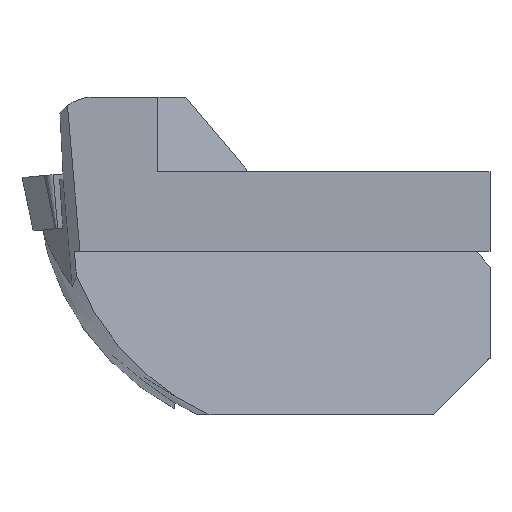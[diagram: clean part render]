
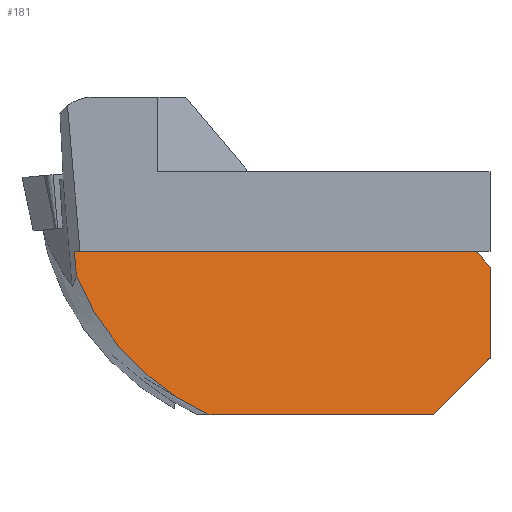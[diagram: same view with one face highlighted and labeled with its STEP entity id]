
A CAD part, top view. The second image highlights one B-rep face of the part: STEP entity #181.
In plain terms, the highlighted planar face has unit normal (0, 0.139, 0.99).
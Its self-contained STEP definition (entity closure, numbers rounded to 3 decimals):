
#181=ADVANCED_FACE('',(#287),#245,.T.);
#245=PLANE('',#1298);
#287=FACE_OUTER_BOUND('',#341,.T.);
#341=EDGE_LOOP('',(#485,#486,#487,#488,#489,#490,#491));
#419=B_SPLINE_CURVE_WITH_KNOTS('',3,(#1836,#1837,#1838,#1839),
 .UNSPECIFIED.,.F.,.F.,(4,4),(0.,1.),.UNSPECIFIED.);
#485=ORIENTED_EDGE('',*,*,#901,.F.);
#486=ORIENTED_EDGE('',*,*,#902,.T.);
#487=ORIENTED_EDGE('',*,*,#889,.T.);
#488=ORIENTED_EDGE('',*,*,#903,.F.);
#489=ORIENTED_EDGE('',*,*,#904,.F.);
#490=ORIENTED_EDGE('',*,*,#905,.T.);
#491=ORIENTED_EDGE('',*,*,#906,.T.);
#779=VERTEX_POINT('',#1775);
#780=VERTEX_POINT('',#1777);
#791=VERTEX_POINT('',#1834);
#792=VERTEX_POINT('',#1835);
#793=VERTEX_POINT('',#1841);
#794=VERTEX_POINT('',#1843);
#795=VERTEX_POINT('',#1845);
#889=EDGE_CURVE('',#780,#779,#1040,.T.);
#901=EDGE_CURVE('',#791,#792,#1048,.T.);
#902=EDGE_CURVE('',#791,#780,#419,.T.);
#903=EDGE_CURVE('',#793,#779,#1049,.T.);
#904=EDGE_CURVE('',#794,#793,#1050,.T.);
#905=EDGE_CURVE('',#794,#795,#1051,.T.);
#906=EDGE_CURVE('',#795,#792,#1052,.T.);
#1040=LINE('',#1776,#1139);
#1048=LINE('',#1833,#1147);
#1049=LINE('',#1840,#1148);
#1050=LINE('',#1842,#1149);
#1051=LINE('',#1844,#1150);
#1052=LINE('',#1846,#1151);
#1139=VECTOR('',#1421,1.);
#1147=VECTOR('',#1433,1.);
#1148=VECTOR('',#1434,1.);
#1149=VECTOR('',#1435,1.);
#1150=VECTOR('',#1436,1.);
#1151=VECTOR('',#1437,1.);
#1298=AXIS2_PLACEMENT_3D('',#1847,#1438,#1439);
#1421=DIRECTION('',(1.,0.,0.));
#1433=DIRECTION('',(-0.092,0.986,-0.139));
#1434=DIRECTION('',(-0.704,-0.704,0.099));
#1435=DIRECTION('',(0.,-0.99,0.139));
#1436=DIRECTION('',(-0.639,0.762,-0.107));
#1437=DIRECTION('',(-1.,0.,0.));
#1438=DIRECTION('',(0.,0.139,0.99));
#1439=DIRECTION('',(0.,-0.99,0.139));
#1775=CARTESIAN_POINT('',(4.15,-10.7,1.012));
#1776=CARTESIAN_POINT('',(-2.521,-10.7,1.012));
#1777=CARTESIAN_POINT('',(-5.748,-10.7,1.012));
#1833=CARTESIAN_POINT('',(-11.615,-4.332,0.117));
#1834=CARTESIAN_POINT('',(-11.591,-4.588,0.153));
#1835=CARTESIAN_POINT('',(-11.693,-3.5,0.));
#1836=CARTESIAN_POINT('',(-11.591,-4.588,0.153));
#1837=CARTESIAN_POINT('',(-10.514,-7.285,0.532));
#1838=CARTESIAN_POINT('',(-8.411,-9.494,0.842));
#1839=CARTESIAN_POINT('',(-5.748,-10.7,1.012));
#1840=CARTESIAN_POINT('',(4.482,-10.368,0.965));
#1841=CARTESIAN_POINT('',(6.65,-8.2,0.661));
#1842=CARTESIAN_POINT('',(6.65,-3.5,0.));
#1843=CARTESIAN_POINT('',(6.65,-4.2,0.098));
#1844=CARTESIAN_POINT('',(2.557,0.678,-0.587));
#1845=CARTESIAN_POINT('',(6.063,-3.5,0.));
#1846=CARTESIAN_POINT('',(-14.85,-3.5,0.));
#1847=CARTESIAN_POINT('',(-2.521,-3.5,0.));
